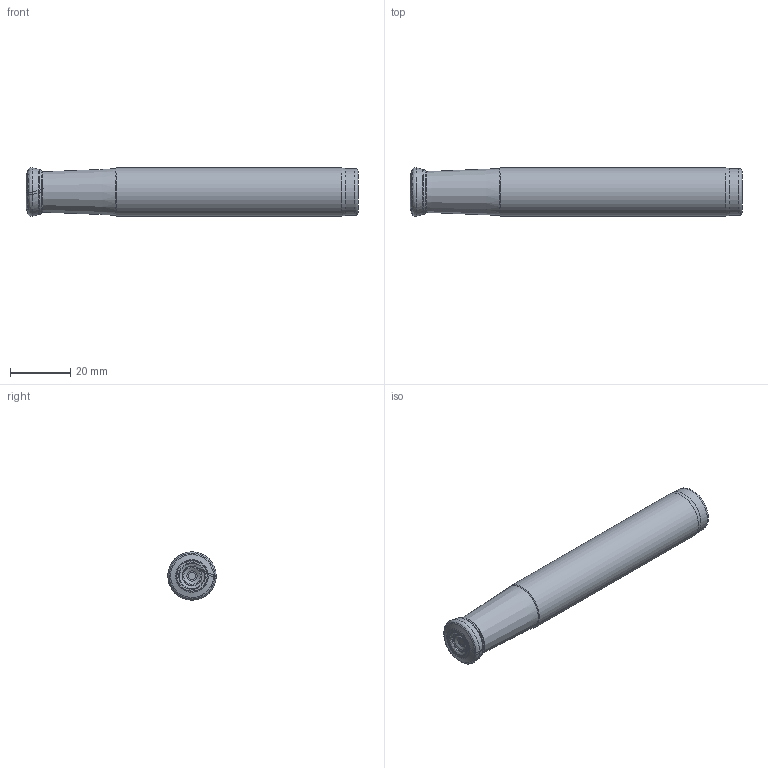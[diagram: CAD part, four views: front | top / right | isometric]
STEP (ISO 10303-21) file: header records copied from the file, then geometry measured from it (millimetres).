
FILE_DESCRIPTION(/* description */ (''),/* implementation_level */ '2;1');
FILE_NAME(/* name */ 'AHFM-WN0603-D16-C16-L110-Z02-H.stp',/* time_stamp */ '2023-10-31T11:45:24+03:00',/* author */ (''),/* organization */ (''),/* preprocessor_version */ 'ST-DEVELOPER v19.4',/* originating_system */ 'SIEMENS PLM Software NX2306.5001',/* authorisation */ '');
FILE_SCHEMA (('AUTOMOTIVE_DESIGN { 1 0 10303 214 3 1 1 1 }'));
Length unit declared in the file: millimetre
Products named in the file (1): AHFM-WN0603-D16-C16-L110-Z02-H-LIGHT_x_t_objects
Bounding box: 109.97 x 16 x 16 mm (x, y, z)
Volume: 21560.4 mm3; surface area: 6283.5 mm2
Topology: 2 solids, 2 shells, 85 faces, 166 edges, 84 vertices
Faces by surface type: bspline 68, torus 6, cone 6, plane 3, cylinder 2
Full cylindrical faces by diameter (mm): 15.5 x1, 16 x1
Entity records: 3116 total; most frequent: CARTESIAN_POINT 1616, ORIENTED_EDGE 304, DIRECTION 284, EDGE_CURVE 152, AXIS2_PLACEMENT_3D 114, EDGE_LOOP 100, CIRCLE 96, ADVANCED_FACE 85
